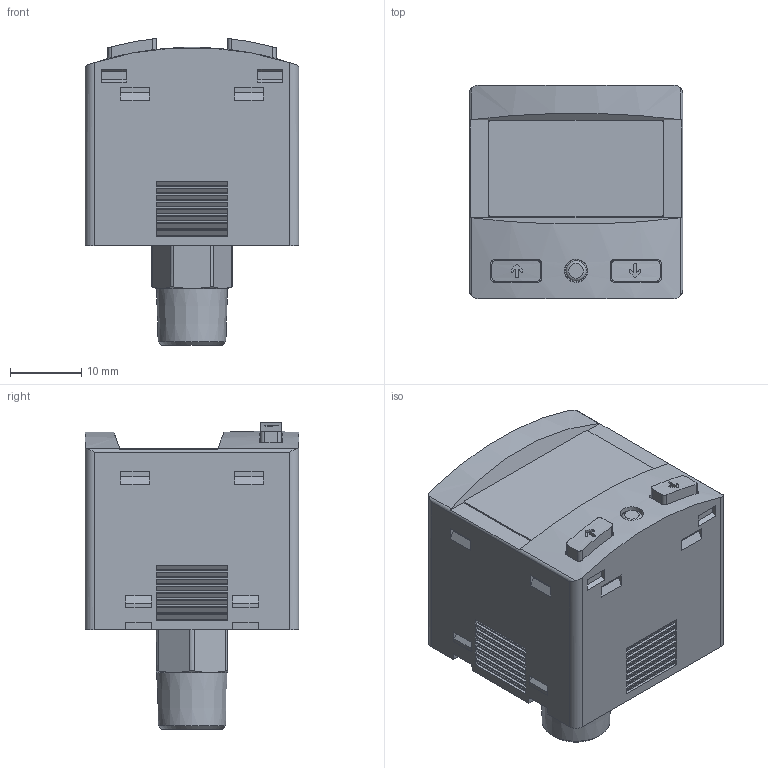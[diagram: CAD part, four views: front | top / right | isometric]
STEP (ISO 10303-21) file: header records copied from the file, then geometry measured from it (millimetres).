
FILE_DESCRIPTION(/* description */ ('STEP AP214'),/* implementation_level */ '2;1');
FILE_NAME(/* name */ '8114753_SPAN-B-B11R-R18M-PN-L1',/* time_stamp */ '2024-09-15T11:17:40+02:00',/* author */ ('License CC BY-ND 4.0'),/* organization */ ('CADENAS'),/* preprocessor_version */ 'ST-DEVELOPER v19.3',/* originating_system */ 'PARTsolutions',/* authorisation */ ' ');
FILE_SCHEMA (('AUTOMOTIVE_DESIGN {1 0 10303 214 3 1 1}'));
Length unit declared in the file: millimetre
Products named in the file (3): 8114753 SPAN-B-B11R-R18M-PN-L1---(high); 8003300 SPAN-B-B11-R18M----(high_s); 8116373 SPAN-B-G18-R18
Assembly tree (2 placements, depth 2):
  8114753 SPAN-B-B11R-R18M-PN-L1---(high)
    8003300 SPAN-B-B11-R18M----(high_s)
    8116373 SPAN-B-G18-R18
Bounding box: 30 x 30 x 43.12 mm (x, y, z)
Volume: 23982.9 mm3; surface area: 7198.9 mm2
Topology: 2 solids, 2 shells, 456 faces, 1138 edges, 753 vertices
Faces by surface type: plane 382, cylinder 62, cone 11, torus 1
Full cylindrical faces by diameter (mm): 1 x1, 2.459 x2, 5.5 x1, 8.566 x1, 9.728 x1
Entity records: 16433 total; most frequent: CARTESIAN_POINT 2494, ORIENTED_EDGE 2236, DIRECTION 2095, EDGE_CURVE 1118, LINE 957, VECTOR 957, VERTEX_POINT 751, AXIS2_PLACEMENT_3D 569
